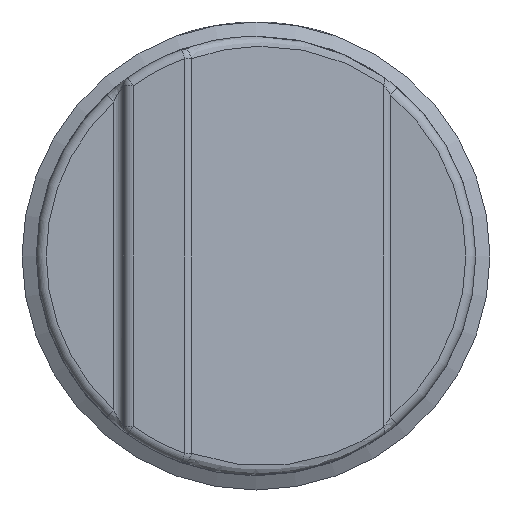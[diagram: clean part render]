
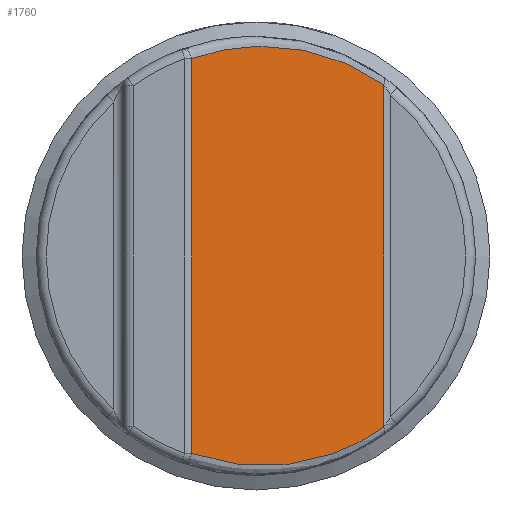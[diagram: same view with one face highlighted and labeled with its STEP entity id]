
A CAD part, front view. The second image highlights one B-rep face of the part: STEP entity #1760.
In plain terms, the highlighted planar face has unit normal (0.682, -0.731, 0).
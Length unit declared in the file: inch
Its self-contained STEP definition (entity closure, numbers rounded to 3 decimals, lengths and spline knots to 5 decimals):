
#229 = CARTESIAN_POINT ( 'NONE',  ( 1.00575, 0.27329, 2.06814 ) ) ;
#315 = CARTESIAN_POINT ( 'NONE',  ( 0.80117, 0.08251, 2.08985 ) ) ;
#349 = PLANE ( 'NONE',  #3385 ) ;
#567 = DIRECTION ( 'NONE',  ( 0., 0., -1. ) ) ;
#645 = EDGE_CURVE ( 'NONE', #3367, #4494, #4836, .T. ) ;
#900 =( BOUNDED_CURVE ( )  B_SPLINE_CURVE ( 3, ( #2531, #4877, #229, #4941 ),
 .UNSPECIFIED., .F., .F. ) 
 B_SPLINE_CURVE_WITH_KNOTS ( ( 4, 4 ),
 ( 4.36635, 5.3275 ),
 .UNSPECIFIED. ) 
 CURVE ( )  GEOMETRIC_REPRESENTATION_ITEM ( )  RATIONAL_B_SPLINE_CURVE ( ( 1., 0.924, 0.924, 1. ) ) 
 REPRESENTATION_ITEM ( '' )  );
#1167 = EDGE_CURVE ( 'NONE', #3579, #3367, #900, .T. ) ;
#1330 = CARTESIAN_POINT ( 'NONE',  ( 1.09657, 0.35798, 2.03439 ) ) ;
#1448 = CARTESIAN_POINT ( 'NONE',  ( 1.09225, 0.35395, 2.64819 ) ) ;
#1480 = LINE ( 'NONE', #5863, #6147 ) ;
#1630 = ORIENTED_EDGE ( 'NONE', *, *, #2005, .T. ) ;
#1760 = ADVANCED_FACE ( 'NONE', ( #3785 ), #349, .F. ) ;
#2005 = EDGE_CURVE ( 'NONE', #4494, #4598, #3099, .T. ) ;
#2531 = CARTESIAN_POINT ( 'NONE',  ( 0.80117, 0.08251, 2.08985 ) ) ;
#2734 = DIRECTION ( 'NONE',  ( 0., 0., 1. ) ) ;
#2923 = VECTOR ( 'NONE', #2734, 39.37008 ) ;
#3099 =( BOUNDED_CURVE ( )  B_SPLINE_CURVE ( 3, ( #1448, #5225, #3355, #3233 ),
 .UNSPECIFIED., .F., .T. ) 
 B_SPLINE_CURVE_WITH_KNOTS ( ( 4, 4 ),
 ( 0.95568, 1.91683 ),
 .UNSPECIFIED. ) 
 CURVE ( )  GEOMETRIC_REPRESENTATION_ITEM ( )  RATIONAL_B_SPLINE_CURVE ( ( 1., 0.924, 0.924, 1. ) ) 
 REPRESENTATION_ITEM ( '' )  );
#3233 = CARTESIAN_POINT ( 'NONE',  ( 0.80117, 0.08251, 2.68759 ) ) ;
#3355 = CARTESIAN_POINT ( 'NONE',  ( 0.9008, 0.17542, 2.72351 ) ) ;
#3367 = VERTEX_POINT ( 'NONE', #5963 ) ;
#3385 = AXIS2_PLACEMENT_3D ( 'NONE', #1330, #6008, #4116 ) ;
#3411 = ORIENTED_EDGE ( 'NONE', *, *, #1167, .T. ) ;
#3579 = VERTEX_POINT ( 'NONE', #315 ) ;
#3785 = FACE_OUTER_BOUND ( 'NONE', #5012, .T. ) ;
#3793 = ORIENTED_EDGE ( 'NONE', *, *, #645, .T. ) ;
#3948 = ORIENTED_EDGE ( 'NONE', *, *, #4883, .T. ) ;
#4073 = CARTESIAN_POINT ( 'NONE',  ( 1.09225, 0.35395, 2.65618 ) ) ;
#4116 = DIRECTION ( 'NONE',  ( -0.731, -0.682, 0. ) ) ;
#4494 = VERTEX_POINT ( 'NONE', #6148 ) ;
#4598 = VERTEX_POINT ( 'NONE', #5164 ) ;
#4836 = LINE ( 'NONE', #4073, #2923 ) ;
#4877 = CARTESIAN_POINT ( 'NONE',  ( 0.9008, 0.17542, 2.05393 ) ) ;
#4883 = EDGE_CURVE ( 'NONE', #4598, #3579, #1480, .T. ) ;
#4941 = CARTESIAN_POINT ( 'NONE',  ( 1.09225, 0.35395, 2.12925 ) ) ;
#5012 = EDGE_LOOP ( 'NONE', ( #1630, #3948, #3411, #3793 ) ) ;
#5164 = CARTESIAN_POINT ( 'NONE',  ( 0.80117, 0.08251, 2.68759 ) ) ;
#5225 = CARTESIAN_POINT ( 'NONE',  ( 1.00575, 0.27329, 2.7093 ) ) ;
#5863 = CARTESIAN_POINT ( 'NONE',  ( 0.80117, 0.08251, 2.03439 ) ) ;
#5963 = CARTESIAN_POINT ( 'NONE',  ( 1.09225, 0.35395, 2.12925 ) ) ;
#6008 = DIRECTION ( 'NONE',  ( -0.682, 0.731, 0. ) ) ;
#6147 = VECTOR ( 'NONE', #567, 39.37008 ) ;
#6148 = CARTESIAN_POINT ( 'NONE',  ( 1.09225, 0.35395, 2.64819 ) ) ;
